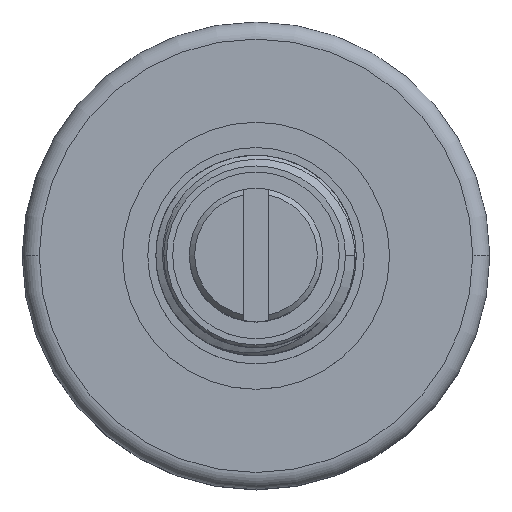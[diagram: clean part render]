
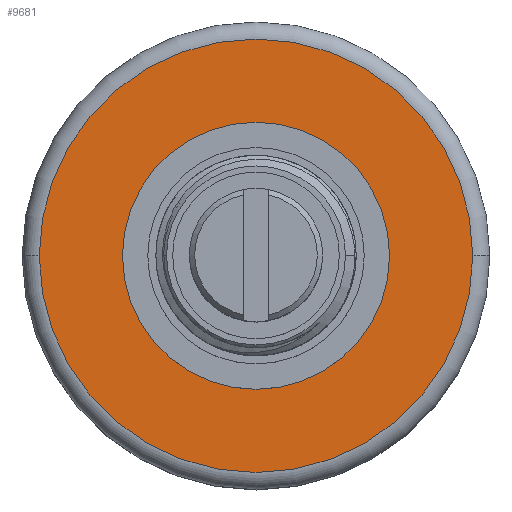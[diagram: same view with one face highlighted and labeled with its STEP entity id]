
A CAD part, top view. The second image highlights one B-rep face of the part: STEP entity #9681.
In plain terms, the highlighted planar face has unit normal (0, 0, 1).
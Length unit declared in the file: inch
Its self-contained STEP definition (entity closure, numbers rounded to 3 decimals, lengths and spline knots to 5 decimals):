
#1562=CARTESIAN_POINT('',(0.,0.,-0.4));
#1563=DIRECTION('',(0.,0.,1.));
#1564=DIRECTION('',(-1.,0.,0.));
#1565=AXIS2_PLACEMENT_3D('',#1562,#1563,#1564);
#1577=CARTESIAN_POINT('',(0.,0.,-0.4));
#1578=DIRECTION('',(0.,0.,1.));
#1579=DIRECTION('',(1.,0.,0.));
#1580=AXIS2_PLACEMENT_3D('',#1577,#1578,#1579);
#1592=CARTESIAN_POINT('',(0.,0.,-0.4));
#1593=DIRECTION('',(0.,0.,-1.));
#1594=DIRECTION('',(-1.,0.,0.));
#1595=AXIS2_PLACEMENT_3D('',#1592,#1593,#1594);
#1597=CARTESIAN_POINT('',(0.,0.,-0.4));
#1598=DIRECTION('',(0.,0.,-1.));
#1599=DIRECTION('',(1.,0.,0.));
#1600=AXIS2_PLACEMENT_3D('',#1597,#1598,#1599);
#7187=CARTESIAN_POINT('',(-0.40575,0.,-0.4));
#7188=CARTESIAN_POINT('',(0.40575,0.,-0.4));
#7189=VERTEX_POINT('',#7187);
#7190=VERTEX_POINT('',#7188);
#7219=CARTESIAN_POINT('',(-0.25,0.,-0.4));
#7220=CARTESIAN_POINT('',(0.25,0.,-0.4));
#7221=VERTEX_POINT('',#7219);
#7222=VERTEX_POINT('',#7220);
#9665=CARTESIAN_POINT('',(0.,0.,-0.4));
#9666=DIRECTION('',(0.,0.,1.));
#9667=DIRECTION('',(1.,0.,0.));
#9668=AXIS2_PLACEMENT_3D('',#9665,#9666,#9667);
#9669=PLANE('',#9668);
#9670=ORIENTED_EDGE('',*,*,#9655,.F.);
#9672=ORIENTED_EDGE('',*,*,#9671,.F.);
#9673=EDGE_LOOP('',(#9670,#9672));
#9674=FACE_OUTER_BOUND('',#9673,.F.);
#9676=ORIENTED_EDGE('',*,*,#9675,.F.);
#9678=ORIENTED_EDGE('',*,*,#9677,.F.);
#9679=EDGE_LOOP('',(#9676,#9678));
#9680=FACE_BOUND('',#9679,.F.);
#9681=ADVANCED_FACE('',(#9674,#9680),#9669,.T.);
#1566=CIRCLE('',#1565,0.40575);
#1581=CIRCLE('',#1580,0.40575);
#1596=CIRCLE('',#1595,0.25);
#1601=CIRCLE('',#1600,0.25);
#9655=EDGE_CURVE('',#7189,#7190,#1566,.T.);
#9671=EDGE_CURVE('',#7190,#7189,#1581,.T.);
#9675=EDGE_CURVE('',#7221,#7222,#1596,.T.);
#9677=EDGE_CURVE('',#7222,#7221,#1601,.T.);
